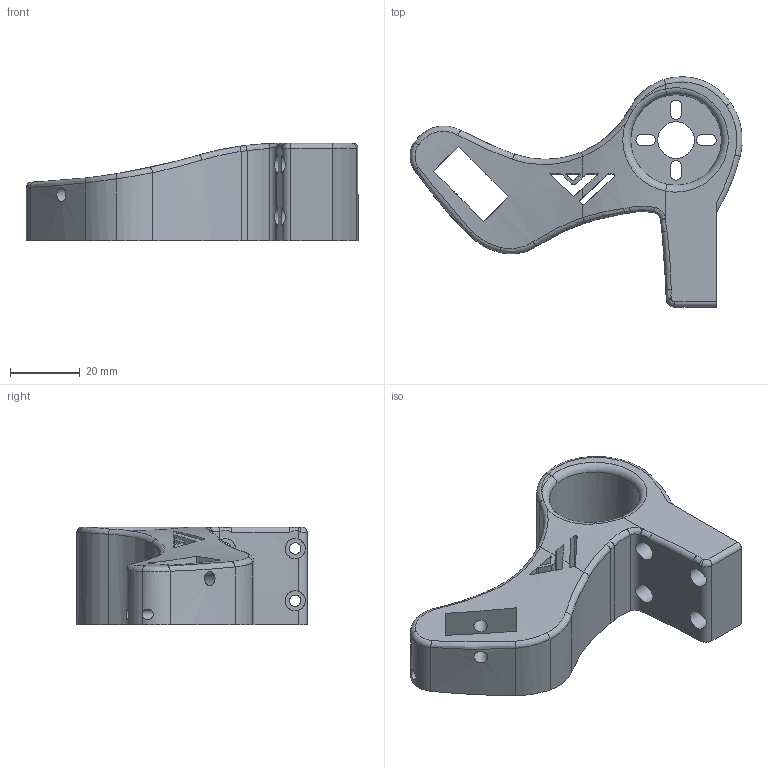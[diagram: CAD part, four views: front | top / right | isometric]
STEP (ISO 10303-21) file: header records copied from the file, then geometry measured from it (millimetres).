
FILE_DESCRIPTION(/* description */ (''),/* implementation_level */ '2;1');
FILE_NAME(/* name */ 'Triple Z Kinematic - 10mm Ball - Left (Mirrored).step',/* time_stamp */ '2023-02-21T09:05:56-05:00',/* author */ (''),/* organization */ (''),/* preprocessor_version */ 'ST-DEVELOPER v19.2',/* originating_system */ 'Autodesk Translation Framework v11.17.0.187',/* authorisation */ '');
FILE_SCHEMA (('AUTOMOTIVE_DESIGN { 1 0 10303 214 3 1 1 }'));
Length unit declared in the file: millimetre
Products named in the file (1): Mount (Mirror)
Bounding box: 95.32 x 66.11 x 28 mm (x, y, z)
Volume: 52889.2 mm3; surface area: 18729.2 mm2
Topology: 1 solids, 1 shells, 130 faces, 385 edges, 253 vertices
Faces by surface type: cylinder 58, plane 46, bspline 21, torus 5
Full cylindrical faces by diameter (mm): 3.05 x2, 3.3 x4, 4 x2, 5.8 x4, 10.5 x1, 26 x1
Entity records: 6500 total; most frequent: CARTESIAN_POINT 3004, ORIENTED_EDGE 768, DIRECTION 673, EDGE_CURVE 384, AXIS2_PLACEMENT_3D 264, VERTEX_POINT 253, EDGE_LOOP 161, LINE 145
